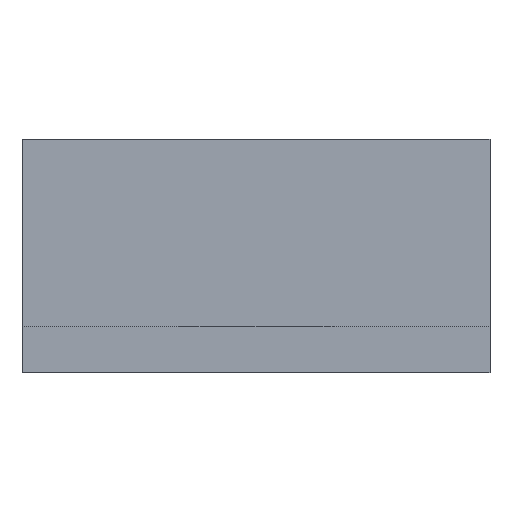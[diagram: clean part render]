
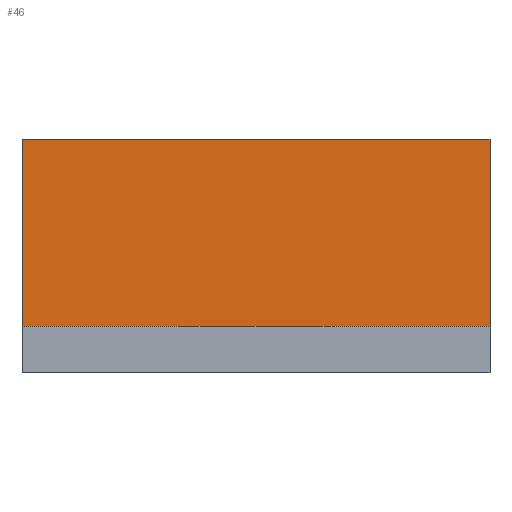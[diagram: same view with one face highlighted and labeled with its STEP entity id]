
A CAD part, front view. The second image highlights one B-rep face of the part: STEP entity #46.
In plain terms, the highlighted planar face has unit normal (0, -1, 0).
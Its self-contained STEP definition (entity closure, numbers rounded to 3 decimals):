
#4 = ORIENTED_EDGE ( 'NONE', *, *, #348, .F. ) ;
#23 = LINE ( 'NONE', #608, #353 ) ;
#33 = ORIENTED_EDGE ( 'NONE', *, *, #574, .F. ) ;
#46 = ADVANCED_FACE ( 'NONE', ( #572 ), #319, .F. ) ;
#59 = CARTESIAN_POINT ( 'NONE',  ( 0., -170., 5. ) ) ;
#73 = CARTESIAN_POINT ( 'NONE',  ( 0., -170., 1. ) ) ;
#108 = ORIENTED_EDGE ( 'NONE', *, *, #440, .F. ) ;
#156 = DIRECTION ( 'NONE',  ( 0., 0., -1. ) ) ;
#190 = VERTEX_POINT ( 'NONE', #476 ) ;
#240 = VERTEX_POINT ( 'NONE', #306 ) ;
#294 = DIRECTION ( 'NONE',  ( 1., 0., 0. ) ) ;
#306 = CARTESIAN_POINT ( 'NONE',  ( 10., -170., 1. ) ) ;
#319 = PLANE ( 'NONE',  #556 ) ;
#342 = CARTESIAN_POINT ( 'NONE',  ( 10., -170., 5. ) ) ;
#348 = EDGE_CURVE ( 'NONE', #240, #541, #559, .T. ) ;
#353 = VECTOR ( 'NONE', #610, 1000. ) ;
#374 = VECTOR ( 'NONE', #156, 1000. ) ;
#388 = CARTESIAN_POINT ( 'NONE',  ( 0., -170., 5. ) ) ;
#432 = VERTEX_POINT ( 'NONE', #342 ) ;
#440 = EDGE_CURVE ( 'NONE', #190, #432, #500, .T. ) ;
#470 = VECTOR ( 'NONE', #625, 1000. ) ;
#472 = DIRECTION ( 'NONE',  ( 0., 0., 1. ) ) ;
#476 = CARTESIAN_POINT ( 'NONE',  ( 0., -170., 5. ) ) ;
#498 = LINE ( 'NONE', #388, #374 ) ;
#500 = LINE ( 'NONE', #59, #538 ) ;
#513 = CARTESIAN_POINT ( 'NONE',  ( 10., -170., 1. ) ) ;
#517 = DIRECTION ( 'NONE',  ( 0., 1., 0. ) ) ;
#531 = CARTESIAN_POINT ( 'NONE',  ( 0., -170., 5. ) ) ;
#538 = VECTOR ( 'NONE', #294, 1000. ) ;
#541 = VERTEX_POINT ( 'NONE', #73 ) ;
#556 = AXIS2_PLACEMENT_3D ( 'NONE', #531, #517, #472 ) ;
#559 = LINE ( 'NONE', #513, #470 ) ;
#572 = FACE_OUTER_BOUND ( 'NONE', #573, .T. ) ;
#573 = EDGE_LOOP ( 'NONE', ( #586, #4, #33, #108 ) ) ;
#574 = EDGE_CURVE ( 'NONE', #432, #240, #23, .T. ) ;
#586 = ORIENTED_EDGE ( 'NONE', *, *, #624, .T. ) ;
#608 = CARTESIAN_POINT ( 'NONE',  ( 10., -170., 5. ) ) ;
#610 = DIRECTION ( 'NONE',  ( 0., 0., -1. ) ) ;
#624 = EDGE_CURVE ( 'NONE', #190, #541, #498, .T. ) ;
#625 = DIRECTION ( 'NONE',  ( -1., 0., 0. ) ) ;
